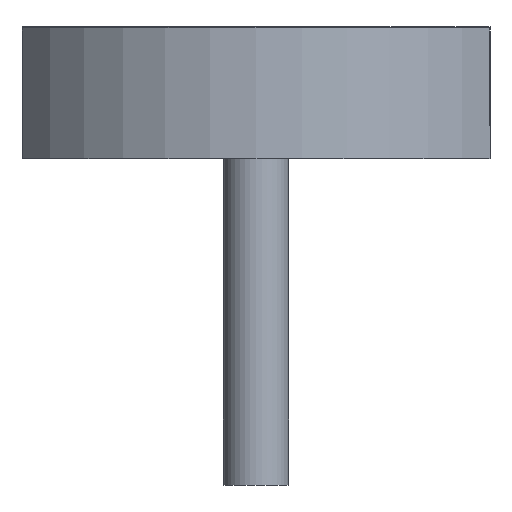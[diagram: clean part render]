
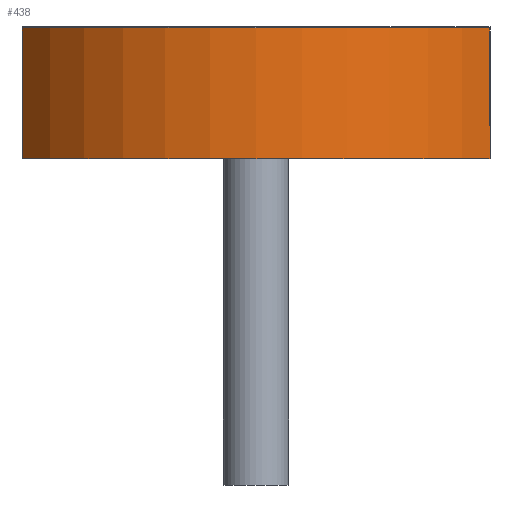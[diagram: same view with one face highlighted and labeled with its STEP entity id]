
A CAD part, front view. The second image highlights one B-rep face of the part: STEP entity #438.
In plain terms, the highlighted cylindrical face has radius 2.55 mm (diameter 5.1 mm), a partial arc.
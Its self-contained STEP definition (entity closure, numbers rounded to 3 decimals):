
#23 = CARTESIAN_POINT ( 'NONE',  ( -2.15, -1.371, 1.2 ) ) ;
#64 = CARTESIAN_POINT ( 'NONE',  ( 2.15, -1.371, 0. ) ) ;
#297 = AXIS2_PLACEMENT_3D ( 'NONE', #1652, #874, #1508 ) ;
#359 = CYLINDRICAL_SURFACE ( 'NONE', #1036, 2.55 ) ;
#377 = DIRECTION ( 'NONE',  ( 0., 0., -1. ) ) ;
#400 = EDGE_CURVE ( 'NONE', #1513, #1709, #601, .T. ) ;
#438 = ADVANCED_FACE ( 'NONE', ( #1440 ), #359, .T. ) ;
#469 = ORIENTED_EDGE ( 'NONE', *, *, #932, .T. ) ;
#494 = DIRECTION ( 'NONE',  ( 0., 0., -1. ) ) ;
#601 = LINE ( 'NONE', #2002, #1393 ) ;
#634 = EDGE_CURVE ( 'NONE', #1611, #1513, #1166, .T. ) ;
#651 = EDGE_CURVE ( 'NONE', #1709, #816, #1432, .T. ) ;
#699 = DIRECTION ( 'NONE',  ( -1., 0., 0. ) ) ;
#750 = VECTOR ( 'NONE', #1849, 1000. ) ;
#816 = VERTEX_POINT ( 'NONE', #23 ) ;
#874 = DIRECTION ( 'NONE',  ( 0., 0., 1. ) ) ;
#932 = EDGE_CURVE ( 'NONE', #816, #1611, #1216, .T. ) ;
#994 = CARTESIAN_POINT ( 'NONE',  ( -2.15, -1.371, 1.2 ) ) ;
#1036 = AXIS2_PLACEMENT_3D ( 'NONE', #1760, #494, #1428 ) ;
#1166 = CIRCLE ( 'NONE', #297, 2.55 ) ;
#1186 = ORIENTED_EDGE ( 'NONE', *, *, #651, .T. ) ;
#1216 = LINE ( 'NONE', #994, #750 ) ;
#1237 = ORIENTED_EDGE ( 'NONE', *, *, #634, .T. ) ;
#1241 = DIRECTION ( 'NONE',  ( 0., 0., 1. ) ) ;
#1304 = CARTESIAN_POINT ( 'NONE',  ( 0., 0., 1.2 ) ) ;
#1364 = AXIS2_PLACEMENT_3D ( 'NONE', #1304, #377, #699 ) ;
#1383 = EDGE_LOOP ( 'NONE', ( #1186, #469, #1237, #1823 ) ) ;
#1393 = VECTOR ( 'NONE', #1241, 1000. ) ;
#1428 = DIRECTION ( 'NONE',  ( -1., 0., 0. ) ) ;
#1432 = CIRCLE ( 'NONE', #1364, 2.55 ) ;
#1440 = FACE_OUTER_BOUND ( 'NONE', #1383, .T. ) ;
#1508 = DIRECTION ( 'NONE',  ( -1., 0., 0. ) ) ;
#1513 = VERTEX_POINT ( 'NONE', #64 ) ;
#1530 = CARTESIAN_POINT ( 'NONE',  ( 2.15, -1.371, 1.2 ) ) ;
#1597 = CARTESIAN_POINT ( 'NONE',  ( -2.15, -1.371, 0. ) ) ;
#1611 = VERTEX_POINT ( 'NONE', #1597 ) ;
#1652 = CARTESIAN_POINT ( 'NONE',  ( 0., 0., 0. ) ) ;
#1709 = VERTEX_POINT ( 'NONE', #1530 ) ;
#1760 = CARTESIAN_POINT ( 'NONE',  ( 0., 0., 1.2 ) ) ;
#1823 = ORIENTED_EDGE ( 'NONE', *, *, #400, .T. ) ;
#1849 = DIRECTION ( 'NONE',  ( 0., 0., -1. ) ) ;
#2002 = CARTESIAN_POINT ( 'NONE',  ( 2.15, -1.371, 1.2 ) ) ;
